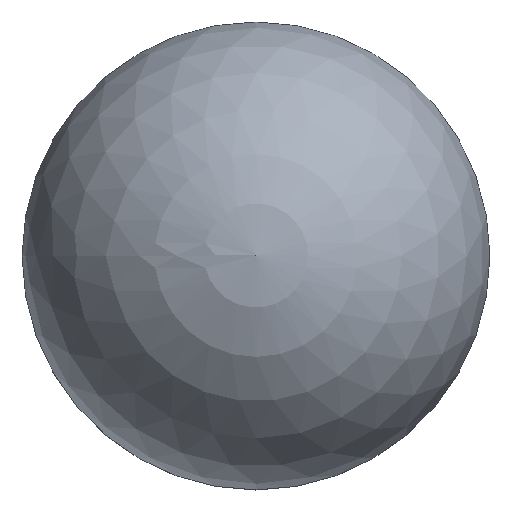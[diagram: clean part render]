
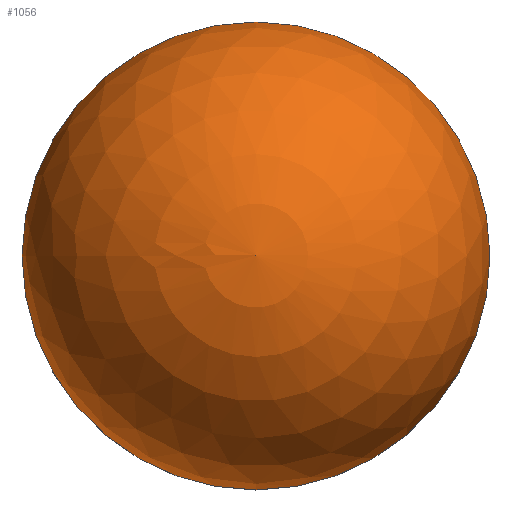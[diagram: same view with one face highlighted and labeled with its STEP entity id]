
A CAD part, top view. The second image highlights one B-rep face of the part: STEP entity #1056.
In plain terms, the highlighted spherical face has radius 15 mm.
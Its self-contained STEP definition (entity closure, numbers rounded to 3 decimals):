
#104=SPHERICAL_SURFACE('',#1171,15.);
#222=FACE_OUTER_BOUND('',#297,.T.);
#297=EDGE_LOOP('',(#770,#771,#772));
#441=CIRCLE('',#1172,15.);
#442=CIRCLE('',#1173,15.);
#478=VERTEX_POINT('',#1519);
#479=VERTEX_POINT('',#1521);
#589=EDGE_CURVE('',#478,#478,#441,.T.);
#590=EDGE_CURVE('',#479,#478,#442,.T.);
#770=ORIENTED_EDGE('',*,*,#589,.T.);
#771=ORIENTED_EDGE('',*,*,#590,.F.);
#772=ORIENTED_EDGE('',*,*,#590,.T.);
#1056=ADVANCED_FACE('',(#222),#104,.T.);
#1171=AXIS2_PLACEMENT_3D('',#1518,#1322,#1323);
#1172=AXIS2_PLACEMENT_3D('',#1520,#1324,#1325);
#1173=AXIS2_PLACEMENT_3D('',#1522,#1326,#1327);
#1322=DIRECTION('center_axis',(0.,0.,1.));
#1323=DIRECTION('ref_axis',(1.,0.,0.));
#1324=DIRECTION('center_axis',(0.,0.,1.));
#1325=DIRECTION('ref_axis',(1.,0.,0.));
#1326=DIRECTION('center_axis',(0.,-1.,0.));
#1327=DIRECTION('ref_axis',(-1.,0.,0.));
#1518=CARTESIAN_POINT('Origin',(0.,0.,7.5));
#1519=CARTESIAN_POINT('',(-15.,0.,7.5));
#1520=CARTESIAN_POINT('Origin',(0.,0.,7.5));
#1521=CARTESIAN_POINT('',(0.,0.,22.5));
#1522=CARTESIAN_POINT('Origin',(0.,0.,7.5));
